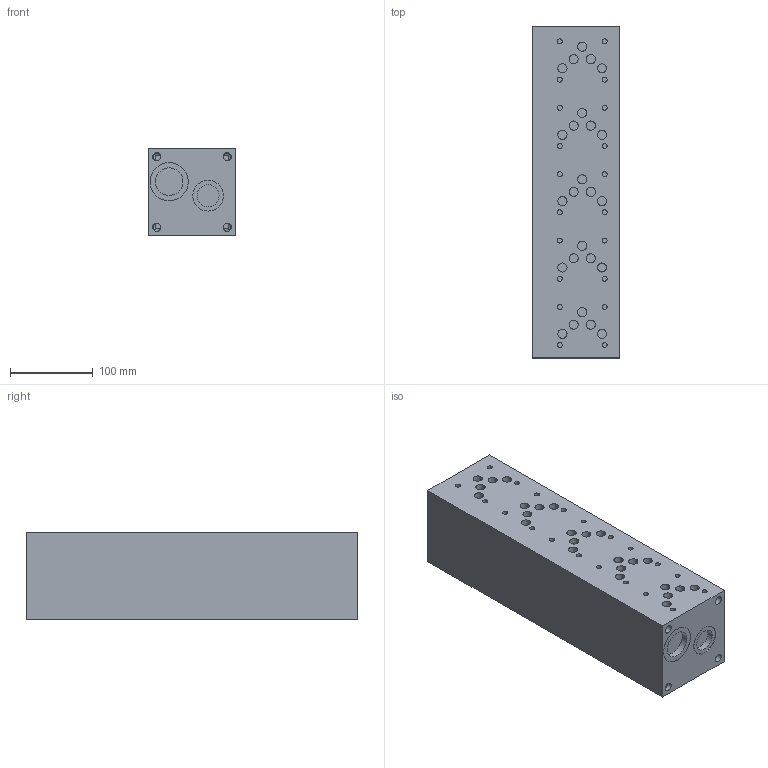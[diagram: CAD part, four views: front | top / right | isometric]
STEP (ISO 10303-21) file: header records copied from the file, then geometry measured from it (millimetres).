
FILE_DESCRIPTION( ( 'STEP AP214' ), '1' );
FILE_NAME( 'tmp0.step', '2009-02-25T09:25:23', ( ' ' ), ( ' ' ), 'XStep 1.0', ' ', ' ' );
FILE_SCHEMA( ( 'automotive_design' ) );
Length unit declared in the file: millimetre
Products named in the file (1): 1
Bounding box: 105 x 400 x 105 mm (x, y, z)
Volume: 4307590.2 mm3; surface area: 215741.5 mm2
Topology: 1 solids, 1 shells, 329 faces, 742 edges, 492 vertices
Faces by surface type: cylinder 189, plane 115, cone 25
Entity records: 18394 total; most frequent: CARTESIAN_POINT 1874, DIRECTION 1753, STYLED_ITEM 1564, PRESENTATION_STYLE_ASSIGNMENT 1564, COLOUR_RGB 1564, ORIENTED_EDGE 1484, EDGE_CURVE 742, CURVE_STYLE 742
